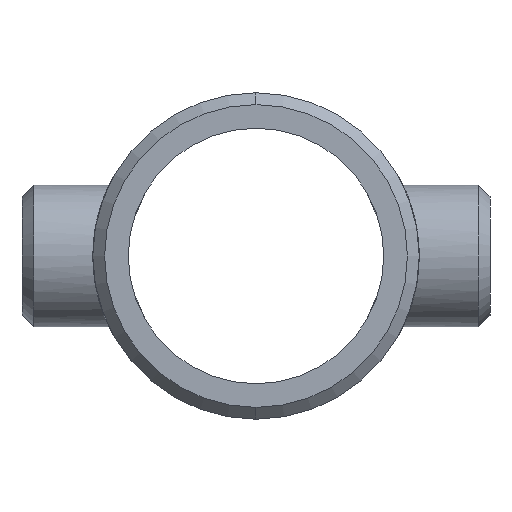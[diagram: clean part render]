
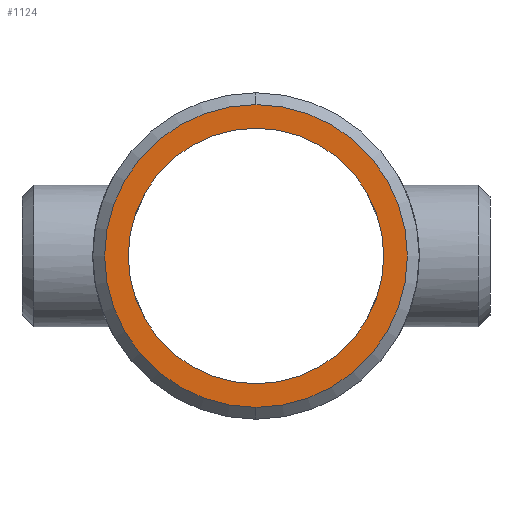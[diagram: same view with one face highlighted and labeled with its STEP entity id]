
A CAD part, left-side view. The second image highlights one B-rep face of the part: STEP entity #1124.
In plain terms, the highlighted planar face has unit normal (-1, 0, 0).
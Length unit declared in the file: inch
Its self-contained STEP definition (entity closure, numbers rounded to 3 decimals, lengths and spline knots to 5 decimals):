
#1 = AXIS2_PLACEMENT_3D ( 'NONE', #560, #282, #936 ) ;
#82 = DIRECTION ( 'NONE',  ( -1., 0., 0. ) ) ;
#99 = PLANE ( 'NONE',  #1 ) ;
#102 = CARTESIAN_POINT ( 'NONE',  ( -5.62, 0., 2.5935 ) ) ;
#135 = AXIS2_PLACEMENT_3D ( 'NONE', #585, #487, #708 ) ;
#159 = AXIS2_PLACEMENT_3D ( 'NONE', #530, #995, #702 ) ;
#189 = FACE_BOUND ( 'NONE', #389, .T. ) ;
#192 = CIRCLE ( 'NONE', #159, 2.5935 ) ;
#269 = EDGE_CURVE ( 'NONE', #296, #1179, #192, .T. ) ;
#282 = DIRECTION ( 'NONE',  ( -1., 0., 0. ) ) ;
#296 = VERTEX_POINT ( 'NONE', #102 ) ;
#389 = EDGE_LOOP ( 'NONE', ( #883, #849 ) ) ;
#395 = CARTESIAN_POINT ( 'NONE',  ( -5.62, 0., -2.5935 ) ) ;
#463 = DIRECTION ( 'NONE',  ( 0., 0., 1. ) ) ;
#465 = CARTESIAN_POINT ( 'NONE',  ( -5.62, 0., 0. ) ) ;
#487 = DIRECTION ( 'NONE',  ( -1., 0., 0. ) ) ;
#526 = AXIS2_PLACEMENT_3D ( 'NONE', #646, #82, #463 ) ;
#530 = CARTESIAN_POINT ( 'NONE',  ( -5.62, 0., 0. ) ) ;
#560 = CARTESIAN_POINT ( 'NONE',  ( -5.62, 0., 0. ) ) ;
#585 = CARTESIAN_POINT ( 'NONE',  ( -5.62, 0., 0. ) ) ;
#594 = EDGE_LOOP ( 'NONE', ( #895, #903 ) ) ;
#646 = CARTESIAN_POINT ( 'NONE',  ( -5.62, 0., 0. ) ) ;
#677 = CARTESIAN_POINT ( 'NONE',  ( -5.62, 0., -3.07283 ) ) ;
#702 = DIRECTION ( 'NONE',  ( 0., 0., 1. ) ) ;
#708 = DIRECTION ( 'NONE',  ( 0., 0., 1. ) ) ;
#719 = CIRCLE ( 'NONE', #526, 3.07283 ) ;
#729 = AXIS2_PLACEMENT_3D ( 'NONE', #465, #1030, #844 ) ;
#800 = VERTEX_POINT ( 'NONE', #677 ) ;
#806 = CARTESIAN_POINT ( 'NONE',  ( -5.62, 0., 3.07283 ) ) ;
#832 = VERTEX_POINT ( 'NONE', #806 ) ;
#844 = DIRECTION ( 'NONE',  ( 0., 0., 1. ) ) ;
#849 = ORIENTED_EDGE ( 'NONE', *, *, #1121, .T. ) ;
#883 = ORIENTED_EDGE ( 'NONE', *, *, #269, .T. ) ;
#895 = ORIENTED_EDGE ( 'NONE', *, *, #1007, .T. ) ;
#903 = ORIENTED_EDGE ( 'NONE', *, *, #1171, .T. ) ;
#936 = DIRECTION ( 'NONE',  ( 0., 0., -1. ) ) ;
#995 = DIRECTION ( 'NONE',  ( 1., 0., 0. ) ) ;
#1007 = EDGE_CURVE ( 'NONE', #800, #832, #1095, .T. ) ;
#1030 = DIRECTION ( 'NONE',  ( 1., 0., 0. ) ) ;
#1063 = CIRCLE ( 'NONE', #729, 2.5935 ) ;
#1095 = CIRCLE ( 'NONE', #135, 3.07283 ) ;
#1121 = EDGE_CURVE ( 'NONE', #1179, #296, #1063, .T. ) ;
#1124 = ADVANCED_FACE ( 'NONE', ( #1212, #189 ), #99, .T. ) ;
#1171 = EDGE_CURVE ( 'NONE', #832, #800, #719, .T. ) ;
#1179 = VERTEX_POINT ( 'NONE', #395 ) ;
#1212 = FACE_OUTER_BOUND ( 'NONE', #594, .T. ) ;
